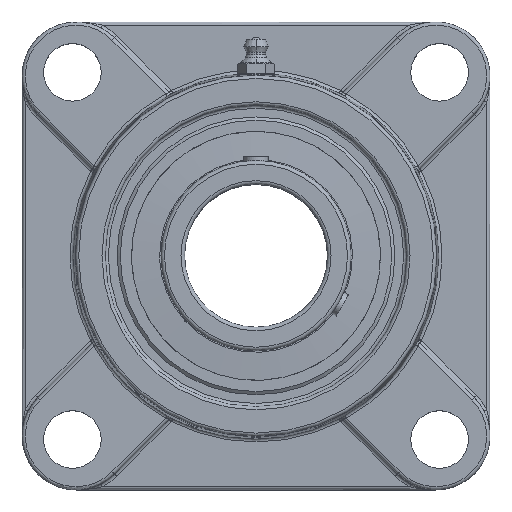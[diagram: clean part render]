
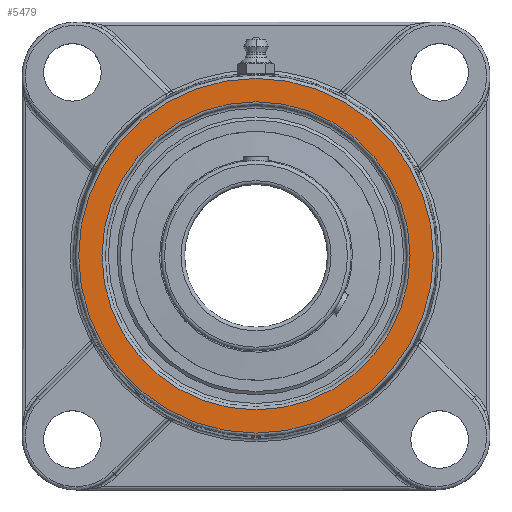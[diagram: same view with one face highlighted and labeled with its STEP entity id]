
A CAD part, top view. The second image highlights one B-rep face of the part: STEP entity #5479.
In plain terms, the highlighted planar face has unit normal (0, 0, 1).
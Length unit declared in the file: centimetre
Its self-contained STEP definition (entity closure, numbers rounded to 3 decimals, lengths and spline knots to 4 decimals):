
#5438=CARTESIAN_POINT('',(-0.,4.2799,3.8));
#5439=VERTEX_POINT('',#5438);
#5450=CARTESIAN_POINT('',(0.,0.,3.8));
#5451=DIRECTION('',(0.,0.,1.));
#5452=DIRECTION('',(0.,-1.,0.));
#5453=AXIS2_PLACEMENT_3D('',#5450,#5451,#5452);
#5454=CIRCLE('',#5453,4.2799);
#5455=EDGE_CURVE('',#5439,#5439,#5454,.T.);
#5460=CARTESIAN_POINT('',(0.,0.,3.8));
#5461=DIRECTION('',(0.,0.,1.));
#5462=DIRECTION('',(1.,0.,0.));
#5463=AXIS2_PLACEMENT_3D('',#5460,#5461,#5462);
#5464=PLANE('',#5463);
#5465=CARTESIAN_POINT('',(0.,4.9275,3.8));
#5466=VERTEX_POINT('',#5465);
#5467=CARTESIAN_POINT('',(0.,0.,3.8));
#5468=DIRECTION('',(-0.,0.,-1.));
#5469=DIRECTION('',(-0.,-1.,0.));
#5470=AXIS2_PLACEMENT_3D('',#5467,#5468,#5469);
#5471=CIRCLE('',#5470,4.9275);
#5472=EDGE_CURVE('',#5466,#5466,#5471,.T.);
#5473=ORIENTED_EDGE('',*,*,#5472,.F.);
#5474=EDGE_LOOP('',(#5473));
#5475=FACE_BOUND('',#5474,.T.);
#5476=ORIENTED_EDGE('',*,*,#5455,.F.);
#5477=EDGE_LOOP('',(#5476));
#5478=FACE_BOUND('',#5477,.T.);
#5479=ADVANCED_FACE('',(#5475,#5478),#5464,.T.);
